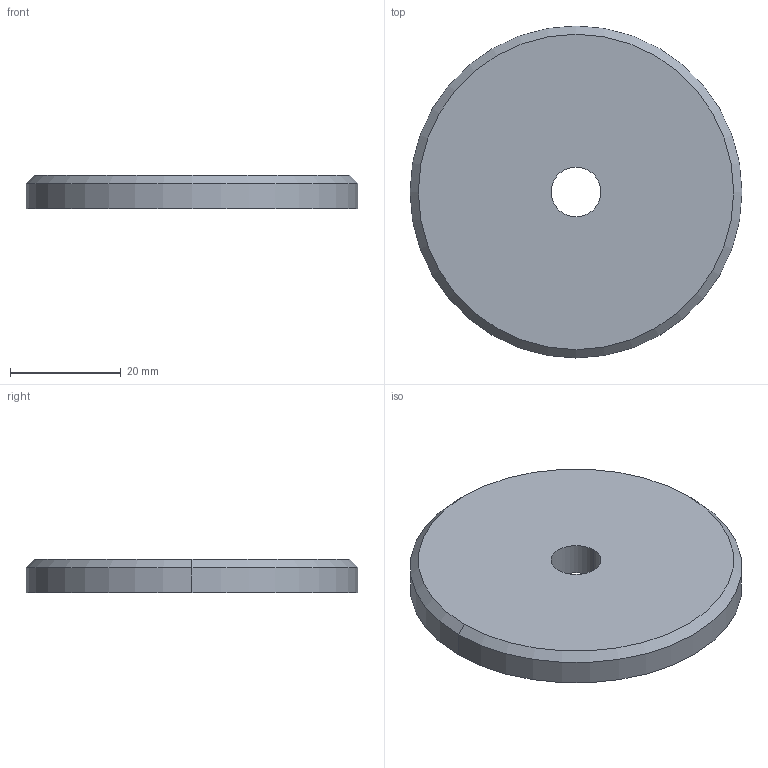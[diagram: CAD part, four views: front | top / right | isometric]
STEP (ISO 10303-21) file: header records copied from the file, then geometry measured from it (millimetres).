
FILE_DESCRIPTION(('CATIA V5 STEP Exchange'),'2;1');
FILE_NAME('Saiba.stp','2024-03-02T21:17:50+00:00',('none'),('none'),'CATIA Version 5 Release 21 GA (IN-10)','CATIA V5 STEP AP203','none');
FILE_SCHEMA(('CONFIG_CONTROL_DESIGN'));
Length unit declared in the file: millimetre
Products named in the file (1): Saiba
Bounding box: 60 x 60 x 6 mm (x, y, z)
Volume: 16374.4 mm3; surface area: 6659.7 mm2
Topology: 1 solids, 1 shells, 8 faces, 16 edges, 10 vertices
Faces by surface type: cylinder 4, plane 2, cone 2
Entity records: 244 total; most frequent: CARTESIAN_POINT 34, ORIENTED_EDGE 32, DIRECTION 30, AXIS2_PLACEMENT_3D 18, EDGE_CURVE 16, CIRCLE 10, EDGE_LOOP 10, VERTEX_POINT 10
